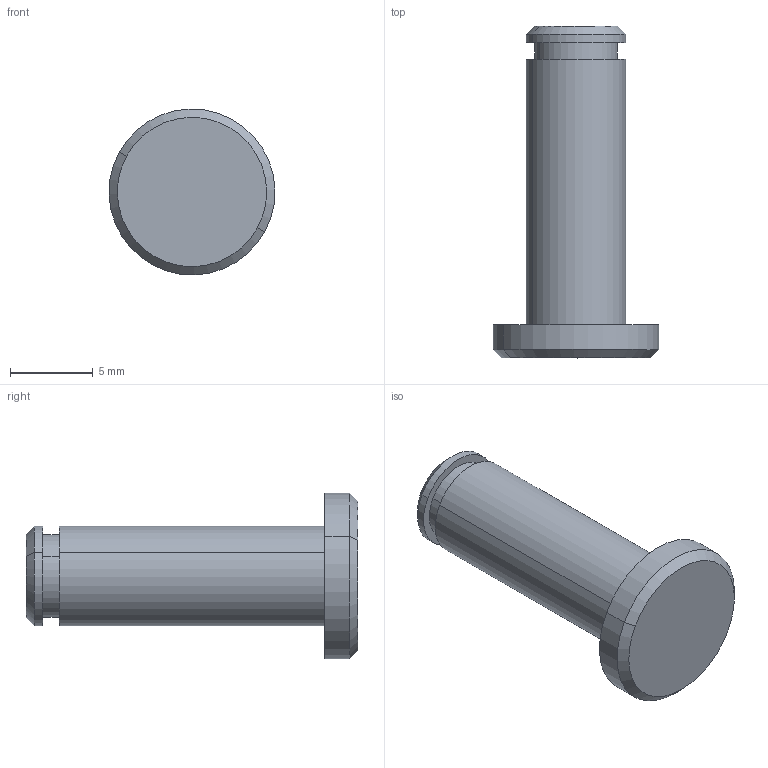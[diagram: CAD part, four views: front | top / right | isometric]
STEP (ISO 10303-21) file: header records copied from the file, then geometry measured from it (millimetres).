
FILE_DESCRIPTION(('CoCreate Modeling STEP Export'),'2;1');
FILE_NAME('m12.stp','2011-05-24T11:18:24',(''),(''),'CoCreate Modeling STEP processor for AP214 (Solid Model)','CoCreate Modeling 18.0P1120 20-Nov-2010 (C) Parametric Technology GmbH','');
FILE_SCHEMA(('AUTOMOTIVE_DESIGN { 1 0 10303 214 1 1 1 1 }'));
Length unit declared in the file: millimetre
Products named in the file (1): BODY_3____SOL5051_-_WSP_BRAS_LE.PRT
Bounding box: 10 x 20 x 10 mm (x, y, z)
Volume: 651.4 mm3; surface area: 558 mm2
Topology: 1 solids, 1 shells, 17 faces, 33 edges, 21 vertices
Faces by surface type: cylinder 8, plane 5, cone 4
Entity records: 411 total; most frequent: DIRECTION 68, ORIENTED_EDGE 66, CARTESIAN_POINT 61, EDGE_CURVE 33, AXIS2_PLACEMENT_3D 28, VERTEX_POINT 21, EDGE_LOOP 20, FACE_OUTER_BOUND 17
